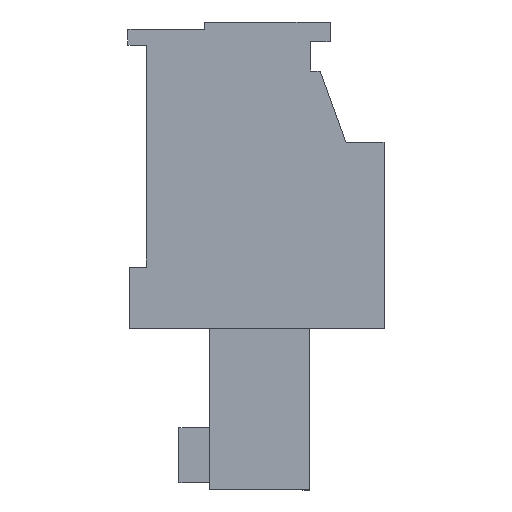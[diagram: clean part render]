
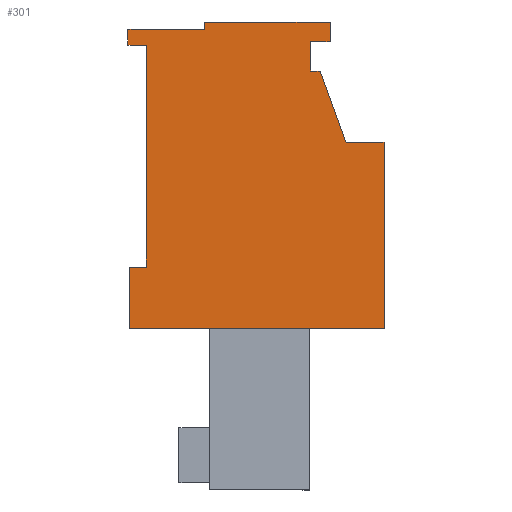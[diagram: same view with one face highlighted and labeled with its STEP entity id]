
A CAD part, left-side view. The second image highlights one B-rep face of the part: STEP entity #301.
In plain terms, the highlighted planar face has unit normal (-1, 0, 0).
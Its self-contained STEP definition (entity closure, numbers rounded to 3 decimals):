
#185=AXIS2_PLACEMENT_3D('Plane Axis2P3D',#182,#183,#184) ;
#42=CARTESIAN_POINT('Vertex',(0.,3.,18.3)) ;
#45=CARTESIAN_POINT('Line Origine',(0.,3.,17.7)) ;
#49=CARTESIAN_POINT('Vertex',(0.,3.,17.1)) ;
#76=CARTESIAN_POINT('Line Origine',(0.,2.6,18.3)) ;
#80=CARTESIAN_POINT('Vertex',(0.,2.2,18.3)) ;
#182=CARTESIAN_POINT('Axis2P3D Location',(0.,5.2,6.6)) ;
#187=CARTESIAN_POINT('Line Origine',(0.,0.,10.4)) ;
#191=CARTESIAN_POINT('Vertex',(0.,0.,14.2)) ;
#193=CARTESIAN_POINT('Vertex',(0.,0.,6.6)) ;
#196=CARTESIAN_POINT('Line Origine',(0.,0.775,14.2)) ;
#200=CARTESIAN_POINT('Vertex',(0.,1.55,14.2)) ;
#203=CARTESIAN_POINT('Line Origine',(0.,2.078,15.65)) ;
#207=CARTESIAN_POINT('Vertex',(0.,2.606,17.1)) ;
#210=CARTESIAN_POINT('Line Origine',(0.,2.803,17.1)) ;
#215=CARTESIAN_POINT('Line Origine',(0.,2.2,18.7)) ;
#219=CARTESIAN_POINT('Vertex',(0.,2.2,19.1)) ;
#222=CARTESIAN_POINT('Line Origine',(0.,4.76,19.1)) ;
#226=CARTESIAN_POINT('Vertex',(0.,7.32,19.1)) ;
#229=CARTESIAN_POINT('Line Origine',(0.,7.32,18.95)) ;
#233=CARTESIAN_POINT('Vertex',(0.,7.32,18.8)) ;
#236=CARTESIAN_POINT('Line Origine',(0.,8.885,18.8)) ;
#240=CARTESIAN_POINT('Vertex',(0.,10.45,18.8)) ;
#243=CARTESIAN_POINT('Line Origine',(0.,10.45,18.475)) ;
#247=CARTESIAN_POINT('Vertex',(0.,10.45,18.15)) ;
#250=CARTESIAN_POINT('Line Origine',(0.,10.075,18.15)) ;
#254=CARTESIAN_POINT('Vertex',(0.,9.7,18.15)) ;
#257=CARTESIAN_POINT('Line Origine',(0.,9.7,13.625)) ;
#261=CARTESIAN_POINT('Vertex',(0.,9.7,9.1)) ;
#264=CARTESIAN_POINT('Line Origine',(0.,10.05,9.1)) ;
#268=CARTESIAN_POINT('Vertex',(0.,10.4,9.1)) ;
#271=CARTESIAN_POINT('Line Origine',(0.,10.4,7.85)) ;
#275=CARTESIAN_POINT('Vertex',(0.,10.4,6.6)) ;
#278=CARTESIAN_POINT('Line Origine',(0.,5.2,6.6)) ;
#46=DIRECTION('Vector Direction',(0.,0.,1.)) ;
#77=DIRECTION('Vector Direction',(0.,1.,0.)) ;
#183=DIRECTION('Axis2P3D Direction',(-1.,0.,0.)) ;
#184=DIRECTION('Axis2P3D XDirection',(0.,-1.,0.)) ;
#188=DIRECTION('Vector Direction',(0.,0.,-1.)) ;
#197=DIRECTION('Vector Direction',(0.,1.,0.)) ;
#204=DIRECTION('Vector Direction',(0.,0.342,0.94)) ;
#211=DIRECTION('Vector Direction',(0.,1.,0.)) ;
#216=DIRECTION('Vector Direction',(0.,0.,1.)) ;
#223=DIRECTION('Vector Direction',(0.,1.,0.)) ;
#230=DIRECTION('Vector Direction',(0.,0.,1.)) ;
#237=DIRECTION('Vector Direction',(0.,1.,0.)) ;
#244=DIRECTION('Vector Direction',(0.,0.,-1.)) ;
#251=DIRECTION('Vector Direction',(0.,-1.,0.)) ;
#258=DIRECTION('Vector Direction',(0.,0.,-1.)) ;
#265=DIRECTION('Vector Direction',(0.,-1.,0.)) ;
#272=DIRECTION('Vector Direction',(0.,0.,1.)) ;
#279=DIRECTION('Vector Direction',(0.,1.,0.)) ;
#47=VECTOR('Line Direction',#46,1.) ;
#78=VECTOR('Line Direction',#77,1.) ;
#189=VECTOR('Line Direction',#188,1.) ;
#198=VECTOR('Line Direction',#197,1.) ;
#205=VECTOR('Line Direction',#204,1.) ;
#212=VECTOR('Line Direction',#211,1.) ;
#217=VECTOR('Line Direction',#216,1.) ;
#224=VECTOR('Line Direction',#223,1.) ;
#231=VECTOR('Line Direction',#230,1.) ;
#238=VECTOR('Line Direction',#237,1.) ;
#245=VECTOR('Line Direction',#244,1.) ;
#252=VECTOR('Line Direction',#251,1.) ;
#259=VECTOR('Line Direction',#258,1.) ;
#266=VECTOR('Line Direction',#265,1.) ;
#273=VECTOR('Line Direction',#272,1.) ;
#280=VECTOR('Line Direction',#279,1.) ;
#284=ORIENTED_EDGE('',*,*,#195,.F.) ;
#285=ORIENTED_EDGE('',*,*,#202,.T.) ;
#286=ORIENTED_EDGE('',*,*,#209,.T.) ;
#287=ORIENTED_EDGE('',*,*,#214,.T.) ;
#288=ORIENTED_EDGE('',*,*,#51,.T.) ;
#289=ORIENTED_EDGE('',*,*,#82,.F.) ;
#290=ORIENTED_EDGE('',*,*,#221,.T.) ;
#291=ORIENTED_EDGE('',*,*,#228,.T.) ;
#292=ORIENTED_EDGE('',*,*,#235,.F.) ;
#293=ORIENTED_EDGE('',*,*,#242,.T.) ;
#294=ORIENTED_EDGE('',*,*,#249,.T.) ;
#295=ORIENTED_EDGE('',*,*,#256,.T.) ;
#296=ORIENTED_EDGE('',*,*,#263,.T.) ;
#297=ORIENTED_EDGE('',*,*,#270,.F.) ;
#298=ORIENTED_EDGE('',*,*,#277,.F.) ;
#299=ORIENTED_EDGE('',*,*,#282,.F.) ;
#301=ADVANCED_FACE('HOUSING',(#300),#186,.T.) ;
#51=EDGE_CURVE('',#50,#43,#48,.T.) ;
#82=EDGE_CURVE('',#81,#43,#79,.T.) ;
#195=EDGE_CURVE('',#192,#194,#190,.T.) ;
#202=EDGE_CURVE('',#192,#201,#199,.T.) ;
#209=EDGE_CURVE('',#201,#208,#206,.T.) ;
#214=EDGE_CURVE('',#208,#50,#213,.T.) ;
#221=EDGE_CURVE('',#81,#220,#218,.T.) ;
#228=EDGE_CURVE('',#220,#227,#225,.T.) ;
#235=EDGE_CURVE('',#234,#227,#232,.T.) ;
#242=EDGE_CURVE('',#234,#241,#239,.T.) ;
#249=EDGE_CURVE('',#241,#248,#246,.T.) ;
#256=EDGE_CURVE('',#248,#255,#253,.T.) ;
#263=EDGE_CURVE('',#255,#262,#260,.T.) ;
#270=EDGE_CURVE('',#269,#262,#267,.T.) ;
#277=EDGE_CURVE('',#276,#269,#274,.T.) ;
#282=EDGE_CURVE('',#194,#276,#281,.T.) ;
#283=EDGE_LOOP('',(#284,#285,#286,#287,#288,#289,#290,#291,#292,#293,#294,#295,#296,#297,#298,#299)) ;
#300=FACE_OUTER_BOUND('',#283,.T.) ;
#48=LINE('Line',#45,#47) ;
#79=LINE('Line',#76,#78) ;
#190=LINE('Line',#187,#189) ;
#199=LINE('Line',#196,#198) ;
#206=LINE('Line',#203,#205) ;
#213=LINE('Line',#210,#212) ;
#218=LINE('Line',#215,#217) ;
#225=LINE('Line',#222,#224) ;
#232=LINE('Line',#229,#231) ;
#239=LINE('Line',#236,#238) ;
#246=LINE('Line',#243,#245) ;
#253=LINE('Line',#250,#252) ;
#260=LINE('Line',#257,#259) ;
#267=LINE('Line',#264,#266) ;
#274=LINE('Line',#271,#273) ;
#281=LINE('Line',#278,#280) ;
#186=PLANE('',#185) ;
#43=VERTEX_POINT('',#42) ;
#50=VERTEX_POINT('',#49) ;
#81=VERTEX_POINT('',#80) ;
#192=VERTEX_POINT('',#191) ;
#194=VERTEX_POINT('',#193) ;
#201=VERTEX_POINT('',#200) ;
#208=VERTEX_POINT('',#207) ;
#220=VERTEX_POINT('',#219) ;
#227=VERTEX_POINT('',#226) ;
#234=VERTEX_POINT('',#233) ;
#241=VERTEX_POINT('',#240) ;
#248=VERTEX_POINT('',#247) ;
#255=VERTEX_POINT('',#254) ;
#262=VERTEX_POINT('',#261) ;
#269=VERTEX_POINT('',#268) ;
#276=VERTEX_POINT('',#275) ;
